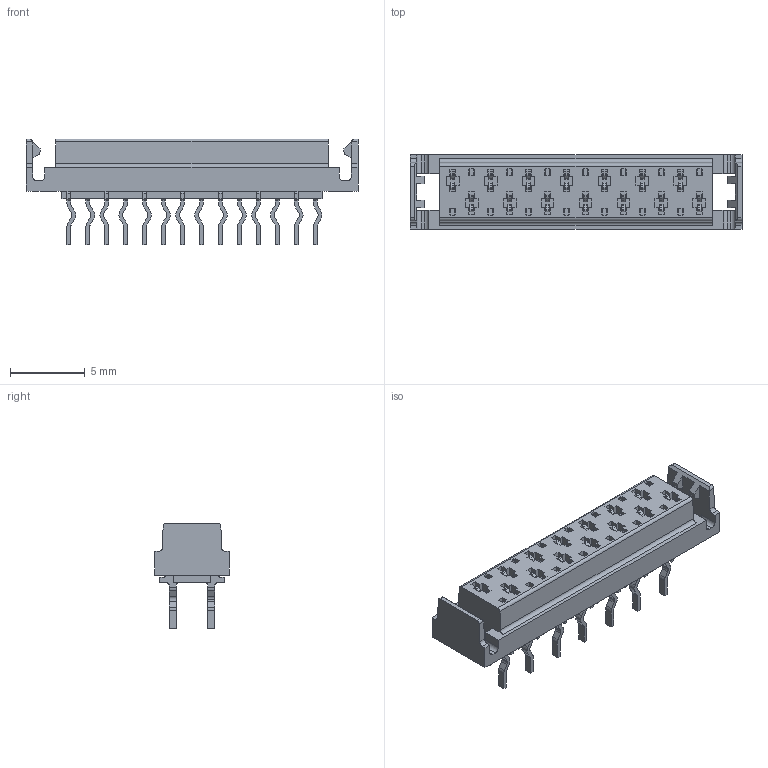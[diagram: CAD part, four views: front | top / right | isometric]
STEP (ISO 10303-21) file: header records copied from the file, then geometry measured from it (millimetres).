
FILE_DESCRIPTION(('STEP AP203'),'1');
FILE_NAME('1-338068-4.stp','2022-02-24T05:42:48',('TraceParts'),('TraceParts S.A.'),'Spatial InterOp 3D',' ',' ');
FILE_SCHEMA(('CONFIG_CONTROL_DESIGN'));
Length unit declared in the file: millimetre
Products named in the file (1): 1
Bounding box: 22.25 x 5 x 7.1 mm (x, y, z)
Volume: 323.5 mm3; surface area: 653.7 mm2
Topology: 1 solids, 1 shells, 1091 faces, 3074 edges, 2040 vertices
Faces by surface type: plane 829, cylinder 262
Entity records: 35040 total; most frequent: CARTESIAN_POINT 6234, ORIENTED_EDGE 6148, DIRECTION 5778, EDGE_CURVE 3074, LINE 2546, VECTOR 2546, VERTEX_POINT 2040, AXIS2_PLACEMENT_3D 1616
